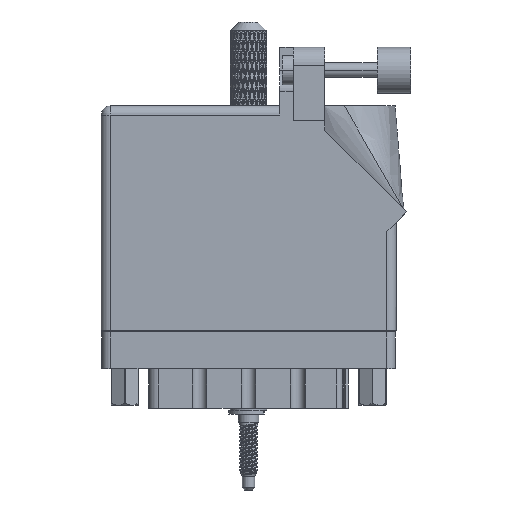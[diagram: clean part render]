
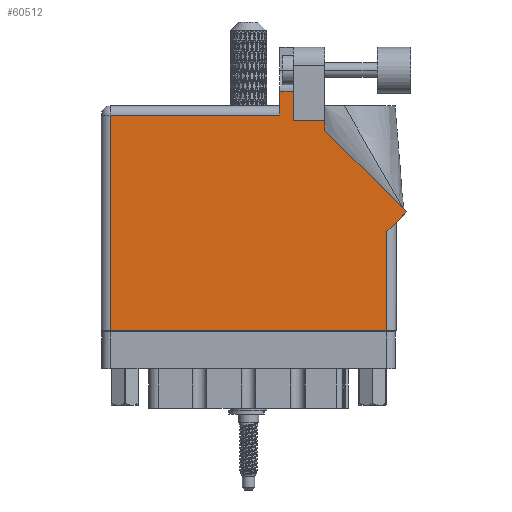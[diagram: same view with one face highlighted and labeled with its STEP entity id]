
A CAD part, front view. The second image highlights one B-rep face of the part: STEP entity #60512.
In plain terms, the highlighted face is planar.
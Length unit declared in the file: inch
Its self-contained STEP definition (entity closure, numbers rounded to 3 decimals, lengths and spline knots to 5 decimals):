
#6 = LINE ( 'NONE', #74733, #95183 ) ;
#567 = EDGE_CURVE ( 'NONE', #42130, #96516, #70648, .T. ) ;
#2227 = VECTOR ( 'NONE', #109104, 39.37008 ) ;
#3060 = CARTESIAN_POINT ( 'NONE',  ( 1.524, 1.36442, 0. ) ) ;
#4648 = LINE ( 'NONE', #88287, #21461 ) ;
#5291 = AXIS2_PLACEMENT_3D ( 'NONE', #15714, #88076, #97494 ) ;
#5627 = EDGE_CURVE ( 'NONE', #99762, #75495, #29421, .T. ) ;
#6107 = DIRECTION ( 'NONE',  ( 0.707, 0.707, 0. ) ) ;
#8199 = VECTOR ( 'NONE', #11548, 39.37008 ) ;
#9630 = LINE ( 'NONE', #59640, #72527 ) ;
#10183 = EDGE_CURVE ( 'NONE', #106811, #45277, #96983, .T. ) ;
#11548 = DIRECTION ( 'NONE',  ( 0., -1., 0. ) ) ;
#14713 = LINE ( 'NONE', #110840, #38422 ) ;
#15714 = CARTESIAN_POINT ( 'NONE',  ( 0., 1.53, 0. ) ) ;
#16112 = DIRECTION ( 'NONE',  ( -0.707, 0.707, 0. ) ) ;
#16992 = ORIENTED_EDGE ( 'NONE', *, *, #75918, .T. ) ;
#18651 = VERTEX_POINT ( 'NONE', #37090 ) ;
#19044 = CARTESIAN_POINT ( 'NONE',  ( 1.948, 0.737, 0. ) ) ;
#21461 = VECTOR ( 'NONE', #88675, 39.37008 ) ;
#25060 = CARTESIAN_POINT ( 'NONE',  ( 1.524, 1.43, 0. ) ) ;
#25159 = CARTESIAN_POINT ( 'NONE',  ( 1.311, 1.43, 0. ) ) ;
#27507 = VERTEX_POINT ( 'NONE', #61508 ) ;
#27981 = DIRECTION ( 'NONE',  ( 0., 1., 0. ) ) ;
#28613 = VECTOR ( 'NONE', #27981, 39.37008 ) ;
#29421 = LINE ( 'NONE', #115917, #106547 ) ;
#30134 = DIRECTION ( 'NONE',  ( 0., -1., 0. ) ) ;
#36976 = ORIENTED_EDGE ( 'NONE', *, *, #10183, .T. ) ;
#37090 = CARTESIAN_POINT ( 'NONE',  ( 0.062, 1.468, 0. ) ) ;
#37495 = EDGE_CURVE ( 'NONE', #45277, #27507, #66615, .T. ) ;
#38422 = VECTOR ( 'NONE', #48482, 39.37008 ) ;
#39386 = DIRECTION ( 'NONE',  ( 0., 1., 0. ) ) ;
#41249 = CARTESIAN_POINT ( 'NONE',  ( 2.08071, 0.80771, 0. ) ) ;
#41732 = ORIENTED_EDGE ( 'NONE', *, *, #49662, .T. ) ;
#42130 = VERTEX_POINT ( 'NONE', #56942 ) ;
#42279 = PLANE ( 'NONE',  #5291 ) ;
#45277 = VERTEX_POINT ( 'NONE', #113885 ) ;
#48482 = DIRECTION ( 'NONE',  ( 1., 0., 0. ) ) ;
#49509 = VERTEX_POINT ( 'NONE', #61136 ) ;
#49662 = EDGE_CURVE ( 'NONE', #27507, #82341, #6, .T. ) ;
#55704 = CARTESIAN_POINT ( 'NONE',  ( 1.948, 0.675, 0. ) ) ;
#56928 = CARTESIAN_POINT ( 'NONE',  ( 1.64177, 1.6315, 0. ) ) ;
#56942 = CARTESIAN_POINT ( 'NONE',  ( 1.948, 0., 0. ) ) ;
#59254 = FACE_OUTER_BOUND ( 'NONE', #104566, .T. ) ;
#59587 = DIRECTION ( 'NONE',  ( 0., 1., 0. ) ) ;
#59640 = CARTESIAN_POINT ( 'NONE',  ( 2.01, 0.737, 0. ) ) ;
#60512 = ADVANCED_FACE ( 'NONE', ( #59254 ), #42279, .F. ) ;
#61136 = CARTESIAN_POINT ( 'NONE',  ( 0.062, 0., 0. ) ) ;
#61508 = CARTESIAN_POINT ( 'NONE',  ( 1.217, 1.6315, 0. ) ) ;
#64442 = EDGE_CURVE ( 'NONE', #96516, #99762, #9630, .T. ) ;
#64934 = ORIENTED_EDGE ( 'NONE', *, *, #93407, .T. ) ;
#66615 = LINE ( 'NONE', #56928, #2227 ) ;
#70553 = CARTESIAN_POINT ( 'NONE',  ( 1.524, 1.36442, 0. ) ) ;
#70648 = LINE ( 'NONE', #19044, #28613 ) ;
#71805 = ORIENTED_EDGE ( 'NONE', *, *, #37495, .T. ) ;
#72527 = VECTOR ( 'NONE', #6107, 39.37008 ) ;
#72597 = ORIENTED_EDGE ( 'NONE', *, *, #84973, .T. ) ;
#74733 = CARTESIAN_POINT ( 'NONE',  ( 1.217, 1.53, 0. ) ) ;
#75353 = LINE ( 'NONE', #92097, #8199 ) ;
#75495 = VERTEX_POINT ( 'NONE', #70553 ) ;
#75918 = EDGE_CURVE ( 'NONE', #84753, #106811, #99714, .T. ) ;
#80078 = VECTOR ( 'NONE', #59587, 39.37008 ) ;
#82341 = VERTEX_POINT ( 'NONE', #109875 ) ;
#84647 = ORIENTED_EDGE ( 'NONE', *, *, #90135, .T. ) ;
#84753 = VERTEX_POINT ( 'NONE', #100229 ) ;
#84973 = EDGE_CURVE ( 'NONE', #75495, #84753, #115282, .T. ) ;
#85118 = EDGE_CURVE ( 'NONE', #82341, #18651, #4648, .T. ) ;
#88076 = DIRECTION ( 'NONE',  ( 0., 0., -1. ) ) ;
#88287 = CARTESIAN_POINT ( 'NONE',  ( 0., 1.468, 0. ) ) ;
#88675 = DIRECTION ( 'NONE',  ( -1., 0., 0. ) ) ;
#90135 = EDGE_CURVE ( 'NONE', #18651, #49509, #75353, .T. ) ;
#92097 = CARTESIAN_POINT ( 'NONE',  ( 0.062, 0., 0. ) ) ;
#93407 = EDGE_CURVE ( 'NONE', #49509, #42130, #14713, .T. ) ;
#95183 = VECTOR ( 'NONE', #30134, 39.37008 ) ;
#96293 = DIRECTION ( 'NONE',  ( -1., 0., 0. ) ) ;
#96516 = VERTEX_POINT ( 'NONE', #55704 ) ;
#96983 = LINE ( 'NONE', #25159, #80078 ) ;
#97494 = DIRECTION ( 'NONE',  ( -1., 0., 0. ) ) ;
#99714 = LINE ( 'NONE', #25060, #109431 ) ;
#99762 = VERTEX_POINT ( 'NONE', #41249 ) ;
#100229 = CARTESIAN_POINT ( 'NONE',  ( 1.524, 1.43, 0. ) ) ;
#102504 = ORIENTED_EDGE ( 'NONE', *, *, #64442, .T. ) ;
#104566 = EDGE_LOOP ( 'NONE', ( #36976, #71805, #41732, #112283, #84647, #64934, #108505, #102504, #112419, #72597, #16992 ) ) ;
#106547 = VECTOR ( 'NONE', #16112, 39.37008 ) ;
#106811 = VERTEX_POINT ( 'NONE', #109026 ) ;
#108270 = VECTOR ( 'NONE', #39386, 39.37008 ) ;
#108505 = ORIENTED_EDGE ( 'NONE', *, *, #567, .T. ) ;
#109026 = CARTESIAN_POINT ( 'NONE',  ( 1.311, 1.43, 0. ) ) ;
#109104 = DIRECTION ( 'NONE',  ( -1., 0., 0. ) ) ;
#109431 = VECTOR ( 'NONE', #96293, 39.37008 ) ;
#109875 = CARTESIAN_POINT ( 'NONE',  ( 1.217, 1.468, 0. ) ) ;
#110840 = CARTESIAN_POINT ( 'NONE',  ( 0., 0., 0. ) ) ;
#112283 = ORIENTED_EDGE ( 'NONE', *, *, #85118, .T. ) ;
#112419 = ORIENTED_EDGE ( 'NONE', *, *, #5627, .T. ) ;
#113885 = CARTESIAN_POINT ( 'NONE',  ( 1.311, 1.6315, 0. ) ) ;
#115282 = LINE ( 'NONE', #3060, #108270 ) ;
#115917 = CARTESIAN_POINT ( 'NONE',  ( 2.08071, 0.80771, 0. ) ) ;
